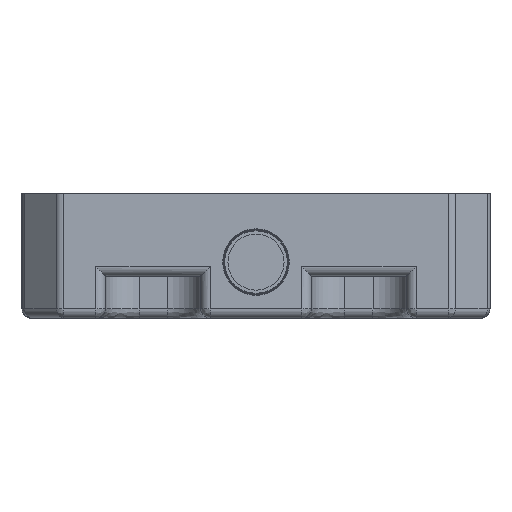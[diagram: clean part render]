
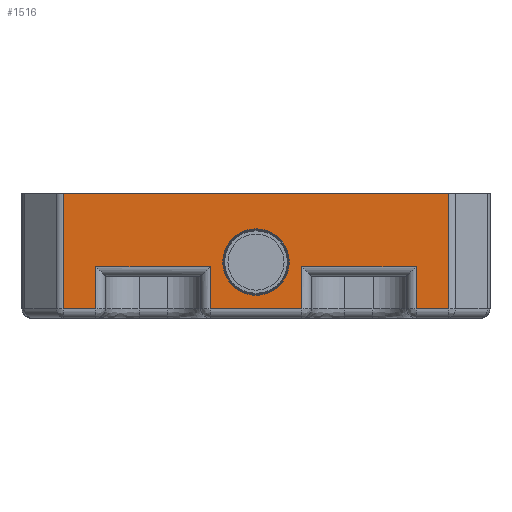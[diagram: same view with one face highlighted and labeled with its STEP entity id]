
A CAD part, front view. The second image highlights one B-rep face of the part: STEP entity #1516.
In plain terms, the highlighted planar face has unit normal (0, -1, 0).
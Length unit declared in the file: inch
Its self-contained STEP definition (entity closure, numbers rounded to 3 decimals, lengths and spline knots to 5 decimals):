
#111 = LINE ( 'NONE', #4089, #3515 ) ;
#114 = LINE ( 'NONE', #662, #4429 ) ;
#152 = FACE_OUTER_BOUND ( 'NONE', #2267, .T. ) ;
#202 = VERTEX_POINT ( 'NONE', #3712 ) ;
#222 = CARTESIAN_POINT ( 'NONE',  ( 1.17717, 0., 0.03937 ) ) ;
#240 = VECTOR ( 'NONE', #2386, 39.37008 ) ;
#247 = EDGE_CURVE ( 'NONE', #4179, #202, #5936, .T. ) ;
#259 = LINE ( 'NONE', #1693, #858 ) ;
#270 = LINE ( 'NONE', #3371, #1695 ) ;
#319 = ORIENTED_EDGE ( 'NONE', *, *, #247, .F. ) ;
#424 = CARTESIAN_POINT ( 'NONE',  ( 0.17379, 0., 0.52362 ) ) ;
#485 = EDGE_CURVE ( 'NONE', #2961, #1436, #3044, .T. ) ;
#529 = CARTESIAN_POINT ( 'NONE',  ( 0.15748, 0., 0.21654 ) ) ;
#633 = DIRECTION ( 'NONE',  ( -1., 0., 0. ) ) ;
#662 = CARTESIAN_POINT ( 'NONE',  ( 1.17717, 0., 0.52362 ) ) ;
#743 = EDGE_CURVE ( 'NONE', #1436, #2788, #4021, .T. ) ;
#755 = ORIENTED_EDGE ( 'NONE', *, *, #5327, .F. ) ;
#783 = EDGE_CURVE ( 'NONE', #202, #2961, #2883, .T. ) ;
#858 = VECTOR ( 'NONE', #2706, 39.37008 ) ;
#901 = ORIENTED_EDGE ( 'NONE', *, *, #4268, .F. ) ;
#946 = ORIENTED_EDGE ( 'NONE', *, *, #4797, .F. ) ;
#1063 = VECTOR ( 'NONE', #1199, 39.37008 ) ;
#1096 = ORIENTED_EDGE ( 'NONE', *, *, #2113, .F. ) ;
#1132 = CARTESIAN_POINT ( 'NONE',  ( 0.17379, 0., 0.52362 ) ) ;
#1154 = VECTOR ( 'NONE', #3246, 39.37008 ) ;
#1165 = ORIENTED_EDGE ( 'NONE', *, *, #743, .F. ) ;
#1199 = DIRECTION ( 'NONE',  ( 0., 0., -1. ) ) ;
#1202 = DIRECTION ( 'NONE',  ( 0., 0., -1. ) ) ;
#1203 = CARTESIAN_POINT ( 'NONE',  ( 0.17379, 0., 0.03937 ) ) ;
#1281 = CARTESIAN_POINT ( 'NONE',  ( 0.15748, 0., 0.21654 ) ) ;
#1406 = ORIENTED_EDGE ( 'NONE', *, *, #5209, .F. ) ;
#1436 = VERTEX_POINT ( 'NONE', #1879 ) ;
#1508 = DIRECTION ( 'NONE',  ( 0., 0., 1. ) ) ;
#1516 = ADVANCED_FACE ( 'NONE', ( #152 ), #2842, .F. ) ;
#1576 = LINE ( 'NONE', #424, #6146 ) ;
#1693 = CARTESIAN_POINT ( 'NONE',  ( 0.15748, 0., 0.03937 ) ) ;
#1695 = VECTOR ( 'NONE', #3919, 39.37008 ) ;
#1704 = CARTESIAN_POINT ( 'NONE',  ( 1.65748, 0., 0.52362 ) ) ;
#1778 = EDGE_CURVE ( 'NONE', #4231, #4179, #5312, .T. ) ;
#1801 = LINE ( 'NONE', #1704, #6212 ) ;
#1879 = CARTESIAN_POINT ( 'NONE',  ( 0.31102, 0., 0.03937 ) ) ;
#1943 = DIRECTION ( 'NONE',  ( -1., 0., 0. ) ) ;
#2091 = CARTESIAN_POINT ( 'NONE',  ( 0.15748, 0., 0.03937 ) ) ;
#2096 = ORIENTED_EDGE ( 'NONE', *, *, #2813, .F. ) ;
#2113 = EDGE_CURVE ( 'NONE', #2788, #6238, #1576, .T. ) ;
#2224 = LINE ( 'NONE', #1281, #5721 ) ;
#2267 = EDGE_LOOP ( 'NONE', ( #2968, #901, #755, #2096, #1406, #946, #2374, #1096, #1165, #2967, #6213, #319 ) ) ;
#2307 = CARTESIAN_POINT ( 'NONE',  ( 0.79134, 0., 0.52362 ) ) ;
#2334 = DIRECTION ( 'NONE',  ( 0., 1., 0. ) ) ;
#2374 = ORIENTED_EDGE ( 'NONE', *, *, #4421, .F. ) ;
#2386 = DIRECTION ( 'NONE',  ( -1., 0., 0. ) ) ;
#2426 = CARTESIAN_POINT ( 'NONE',  ( 0.31102, 0., 0.21654 ) ) ;
#2706 = DIRECTION ( 'NONE',  ( -1., 0., 0. ) ) ;
#2788 = VERTEX_POINT ( 'NONE', #1203 ) ;
#2811 = CARTESIAN_POINT ( 'NONE',  ( 0.15748, 0., 0.03937 ) ) ;
#2813 = EDGE_CURVE ( 'NONE', #5233, #4661, #1801, .T. ) ;
#2842 = PLANE ( 'NONE',  #3877 ) ;
#2874 = CARTESIAN_POINT ( 'NONE',  ( 1.17717, 0., 0.21654 ) ) ;
#2883 = LINE ( 'NONE', #529, #240 ) ;
#2961 = VERTEX_POINT ( 'NONE', #2426 ) ;
#2967 = ORIENTED_EDGE ( 'NONE', *, *, #485, .F. ) ;
#2968 = ORIENTED_EDGE ( 'NONE', *, *, #1778, .F. ) ;
#3031 = CARTESIAN_POINT ( 'NONE',  ( 0.79134, 0., 0.03937 ) ) ;
#3044 = LINE ( 'NONE', #4570, #1063 ) ;
#3246 = DIRECTION ( 'NONE',  ( 0., 0., 1. ) ) ;
#3371 = CARTESIAN_POINT ( 'NONE',  ( 0.15748, 0., 0.52362 ) ) ;
#3408 = VECTOR ( 'NONE', #633, 39.37008 ) ;
#3515 = VECTOR ( 'NONE', #1202, 39.37008 ) ;
#3712 = CARTESIAN_POINT ( 'NONE',  ( 0.79134, 0., 0.21654 ) ) ;
#3778 = DIRECTION ( 'NONE',  ( -1., 0., 0. ) ) ;
#3877 = AXIS2_PLACEMENT_3D ( 'NONE', #6241, #2334, #3778 ) ;
#3919 = DIRECTION ( 'NONE',  ( 1., 0., 0. ) ) ;
#4001 = CARTESIAN_POINT ( 'NONE',  ( 1.65748, 0., 0.21654 ) ) ;
#4021 = LINE ( 'NONE', #2811, #4262 ) ;
#4089 = CARTESIAN_POINT ( 'NONE',  ( 1.79472, 0., 0.52362 ) ) ;
#4101 = CARTESIAN_POINT ( 'NONE',  ( 1.65748, 0., 0.03937 ) ) ;
#4179 = VERTEX_POINT ( 'NONE', #3031 ) ;
#4210 = DIRECTION ( 'NONE',  ( -1., 0., 0. ) ) ;
#4231 = VERTEX_POINT ( 'NONE', #222 ) ;
#4262 = VECTOR ( 'NONE', #1943, 39.37008 ) ;
#4268 = EDGE_CURVE ( 'NONE', #4931, #4231, #114, .T. ) ;
#4368 = VERTEX_POINT ( 'NONE', #4759 ) ;
#4421 = EDGE_CURVE ( 'NONE', #6238, #5033, #270, .T. ) ;
#4429 = VECTOR ( 'NONE', #5985, 39.37008 ) ;
#4570 = CARTESIAN_POINT ( 'NONE',  ( 0.31102, 0., 0.52362 ) ) ;
#4661 = VERTEX_POINT ( 'NONE', #4001 ) ;
#4759 = CARTESIAN_POINT ( 'NONE',  ( 1.79472, 0., 0.03937 ) ) ;
#4797 = EDGE_CURVE ( 'NONE', #5033, #4368, #111, .T. ) ;
#4931 = VERTEX_POINT ( 'NONE', #2874 ) ;
#5033 = VERTEX_POINT ( 'NONE', #5400 ) ;
#5103 = DIRECTION ( 'NONE',  ( 0., 0., 1. ) ) ;
#5209 = EDGE_CURVE ( 'NONE', #4368, #5233, #259, .T. ) ;
#5233 = VERTEX_POINT ( 'NONE', #4101 ) ;
#5312 = LINE ( 'NONE', #2091, #3408 ) ;
#5327 = EDGE_CURVE ( 'NONE', #4661, #4931, #2224, .T. ) ;
#5400 = CARTESIAN_POINT ( 'NONE',  ( 1.79472, 0., 0.52362 ) ) ;
#5721 = VECTOR ( 'NONE', #4210, 39.37008 ) ;
#5936 = LINE ( 'NONE', #2307, #1154 ) ;
#5985 = DIRECTION ( 'NONE',  ( 0., 0., -1. ) ) ;
#6146 = VECTOR ( 'NONE', #1508, 39.37008 ) ;
#6212 = VECTOR ( 'NONE', #5103, 39.37008 ) ;
#6213 = ORIENTED_EDGE ( 'NONE', *, *, #783, .F. ) ;
#6238 = VERTEX_POINT ( 'NONE', #1132 ) ;
#6241 = CARTESIAN_POINT ( 'NONE',  ( 0.15748, 0., 0.52362 ) ) ;
